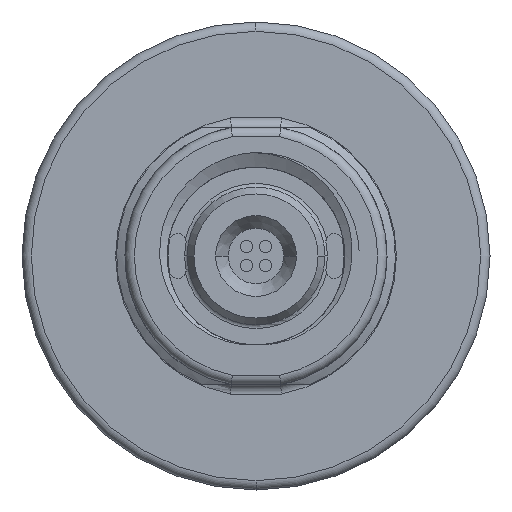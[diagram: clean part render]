
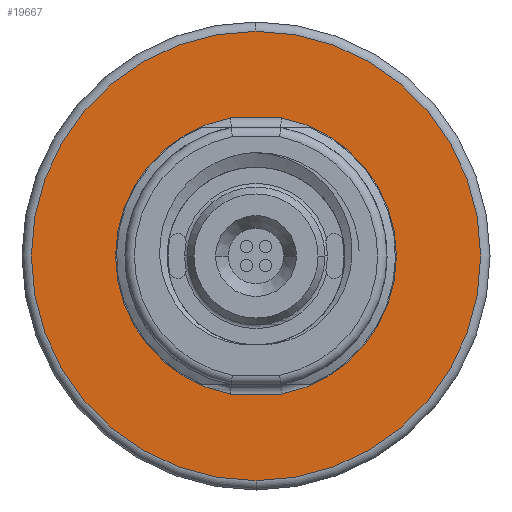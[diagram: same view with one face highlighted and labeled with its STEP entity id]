
A CAD part, front view. The second image highlights one B-rep face of the part: STEP entity #19667.
In plain terms, the highlighted planar face has unit normal (0, -1, 0).
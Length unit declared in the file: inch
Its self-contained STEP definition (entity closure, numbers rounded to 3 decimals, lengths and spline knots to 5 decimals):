
#5423=CARTESIAN_POINT('',(0.,-0.11811,0.));
#5424=DIRECTION('',(0.,1.,0.));
#5425=DIRECTION('',(0.,0.,-1.));
#5426=AXIS2_PLACEMENT_3D('',#5423,#5424,#5425);
#5428=CARTESIAN_POINT('',(0.,-0.11811,0.));
#5429=DIRECTION('',(0.,1.,0.));
#5430=DIRECTION('',(0.,0.,1.));
#5431=AXIS2_PLACEMENT_3D('',#5428,#5429,#5430);
#5433=CARTESIAN_POINT('',(0.,-0.11811,0.));
#5434=DIRECTION('',(0.,-1.,0.));
#5435=DIRECTION('',(-0.182,0.,0.983));
#5436=AXIS2_PLACEMENT_3D('',#5433,#5434,#5435);
#5438=DIRECTION('',(1.,0.,0.));
#5439=VECTOR('',#5438,0.21474);
#5440=CARTESIAN_POINT('',(-0.10737,-0.11811,
-0.58071));
#5441=LINE('',#5440,#5439);
#5442=CARTESIAN_POINT('',(0.,-0.11811,0.));
#5443=DIRECTION('',(0.,-1.,0.));
#5444=DIRECTION('',(0.182,0.,-0.983));
#5445=AXIS2_PLACEMENT_3D('',#5442,#5443,#5444);
#5447=DIRECTION('',(-1.,0.,0.));
#5448=VECTOR('',#5447,0.21474);
#5449=CARTESIAN_POINT('',(0.10737,-0.11811,
0.58071));
#5450=LINE('',#5449,#5448);
#11515=CARTESIAN_POINT('',(-0.10737,-0.11811,
0.58071));
#11516=CARTESIAN_POINT('',(-0.10737,-0.11811,
-0.58071));
#11517=VERTEX_POINT('',#11515);
#11518=VERTEX_POINT('',#11516);
#11523=CARTESIAN_POINT('',(0.10737,-0.11811,
-0.58071));
#11524=CARTESIAN_POINT('',(0.10737,-0.11811,
0.58071));
#11525=VERTEX_POINT('',#11523);
#11526=VERTEX_POINT('',#11524);
#11559=CARTESIAN_POINT('',(0.,-0.11811,-0.94488));
#11560=CARTESIAN_POINT('',(0.,-0.11811,0.94488));
#11561=VERTEX_POINT('',#11559);
#11562=VERTEX_POINT('',#11560);
#19647=CARTESIAN_POINT('',(0.,-0.11811,0.));
#19648=DIRECTION('',(0.,-1.,0.));
#19649=DIRECTION('',(0.,0.,1.));
#19650=AXIS2_PLACEMENT_3D('',#19647,#19648,#19649);
#19651=PLANE('',#19650);
#19653=ORIENTED_EDGE('',*,*,#19652,.T.);
#19655=ORIENTED_EDGE('',*,*,#19654,.T.);
#19656=EDGE_LOOP('',(#19653,#19655));
#19657=FACE_OUTER_BOUND('',#19656,.F.);
#19658=ORIENTED_EDGE('',*,*,#19637,.T.);
#19660=ORIENTED_EDGE('',*,*,#19659,.T.);
#19662=ORIENTED_EDGE('',*,*,#19661,.T.);
#19664=ORIENTED_EDGE('',*,*,#19663,.T.);
#19665=EDGE_LOOP('',(#19658,#19660,#19662,#19664));
#19666=FACE_BOUND('',#19665,.F.);
#19667=ADVANCED_FACE('',(#19657,#19666),#19651,.T.);
#5427=CIRCLE('',#5426,0.94488);
#5432=CIRCLE('',#5431,0.94488);
#5437=CIRCLE('',#5436,0.59055);
#5446=CIRCLE('',#5445,0.59055);
#19637=EDGE_CURVE('',#11517,#11518,#5437,.T.);
#19652=EDGE_CURVE('',#11561,#11562,#5427,.T.);
#19654=EDGE_CURVE('',#11562,#11561,#5432,.T.);
#19659=EDGE_CURVE('',#11518,#11525,#5441,.T.);
#19661=EDGE_CURVE('',#11525,#11526,#5446,.T.);
#19663=EDGE_CURVE('',#11526,#11517,#5450,.T.);
